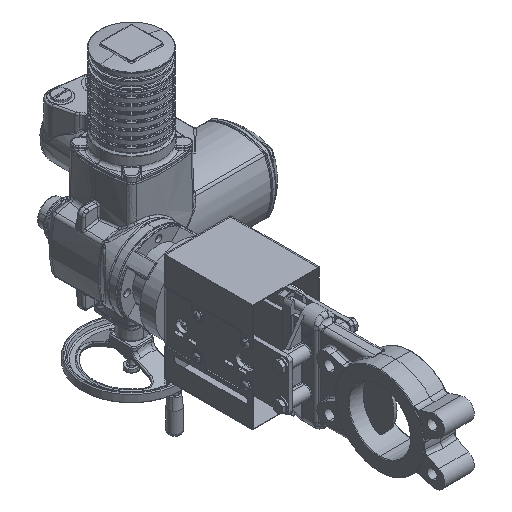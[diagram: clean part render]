
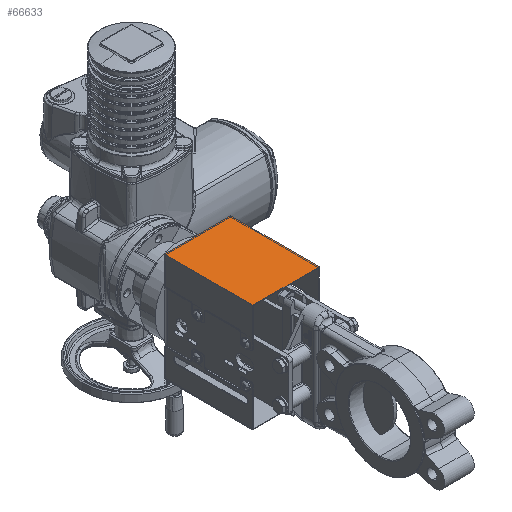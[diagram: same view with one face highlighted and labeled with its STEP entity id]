
A CAD part, isometric view. The second image highlights one B-rep face of the part: STEP entity #66633.
In plain terms, the highlighted planar face has unit normal (0, 0, 1).
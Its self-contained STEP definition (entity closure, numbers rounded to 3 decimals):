
#6630 = EDGE_LOOP ( 'NONE', ( #115029, #289852, #115108, #82329 ) ) ;
#35890 = VECTOR ( 'NONE', #171917, 1000. ) ;
#36885 = VECTOR ( 'NONE', #169868, 1000. ) ;
#37400 = PLANE ( 'NONE',  #250670 ) ;
#37401 = CARTESIAN_POINT ( 'NONE',  ( -54., 405.784, 87.5 ) ) ;
#37402 = DIRECTION ( 'NONE',  ( 0., 0., -1. ) ) ;
#37403 = DIRECTION ( 'NONE',  ( 0., -1., 0. ) ) ;
#66633 = ADVANCED_FACE ( 'NONE', ( #252423 ), #37400, .F. ) ;
#73777 = LINE ( 'NONE', #169867, #36885 ) ;
#79838 = VERTEX_POINT ( 'NONE', #187997 ) ;
#80366 = VERTEX_POINT ( 'NONE', #188348 ) ;
#80376 = VERTEX_POINT ( 'NONE', #188351 ) ;
#80383 = VERTEX_POINT ( 'NONE', #188354 ) ;
#82329 = ORIENTED_EDGE ( 'NONE', *, *, #219880, .T. ) ;
#115029 = ORIENTED_EDGE ( 'NONE', *, *, #218474, .F. ) ;
#115108 = ORIENTED_EDGE ( 'NONE', *, *, #220167, .T. ) ;
#138507 = LINE ( 'NONE', #171915, #35890 ) ;
#169867 = CARTESIAN_POINT ( 'NONE',  ( -54., 405.784, 87.5 ) ) ;
#169868 = DIRECTION ( 'NONE',  ( 0., 1., 0. ) ) ;
#171915 = CARTESIAN_POINT ( 'NONE',  ( -54., 321., 87.5 ) ) ;
#171917 = DIRECTION ( 'NONE',  ( 1., 0., 0. ) ) ;
#187997 = CARTESIAN_POINT ( 'NONE',  ( -54., 321., 87.5 ) ) ;
#188131 = VECTOR ( 'NONE', #241319, 1000. ) ;
#188348 = CARTESIAN_POINT ( 'NONE',  ( 54., 177.5, 87.5 ) ) ;
#188351 = CARTESIAN_POINT ( 'NONE',  ( -54., 177.5, 87.5 ) ) ;
#188354 = CARTESIAN_POINT ( 'NONE',  ( 54., 321., 87.5 ) ) ;
#188536 = VECTOR ( 'NONE', #260139, 1000. ) ;
#218474 = EDGE_CURVE ( 'NONE', #79838, #80383, #138507, .T. ) ;
#219119 = EDGE_CURVE ( 'NONE', #80376, #79838, #73777, .T. ) ;
#219880 = EDGE_CURVE ( 'NONE', #80366, #80383, #238903, .T. ) ;
#220167 = EDGE_CURVE ( 'NONE', #80376, #80366, #238971, .T. ) ;
#238903 = LINE ( 'NONE', #241317, #188131 ) ;
#238971 = LINE ( 'NONE', #260135, #188536 ) ;
#241317 = CARTESIAN_POINT ( 'NONE',  ( 54., 405.784, 87.5 ) ) ;
#241319 = DIRECTION ( 'NONE',  ( 0., 1., 0. ) ) ;
#250670 = AXIS2_PLACEMENT_3D ( 'NONE', #37401, #37402, #37403 ) ;
#252423 = FACE_OUTER_BOUND ( 'NONE', #6630, .T. ) ;
#260135 = CARTESIAN_POINT ( 'NONE',  ( -54., 177.5, 87.5 ) ) ;
#260139 = DIRECTION ( 'NONE',  ( 1., 0., 0. ) ) ;
#289852 = ORIENTED_EDGE ( 'NONE', *, *, #219119, .F. ) ;
